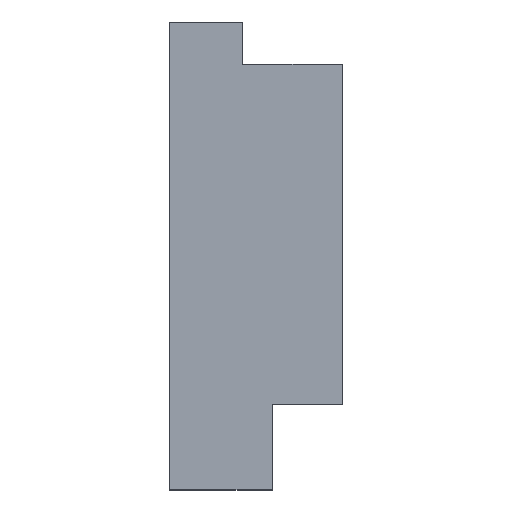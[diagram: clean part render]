
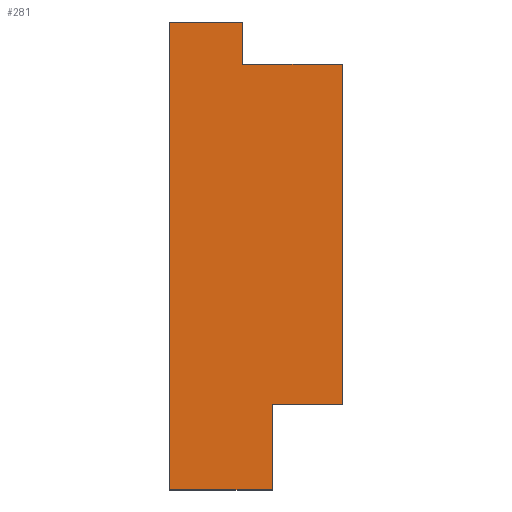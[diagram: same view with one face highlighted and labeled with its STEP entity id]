
A CAD part, top view. The second image highlights one B-rep face of the part: STEP entity #281.
In plain terms, the highlighted planar face has unit normal (0, 0, 1).
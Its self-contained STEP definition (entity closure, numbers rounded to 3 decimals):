
#66=DIRECTION('',(1.,0.,0.));
#67=VECTOR('',#66,65.8);
#68=CARTESIAN_POINT('',(0.,0.,4.));
#69=LINE('',#68,#67);
#70=DIRECTION('',(0.,-1.,0.));
#71=VECTOR('',#70,300.);
#72=CARTESIAN_POINT('',(0.,300.,4.));
#73=LINE('',#72,#71);
#74=DIRECTION('',(-1.,0.,0.));
#75=VECTOR('',#74,46.8);
#76=CARTESIAN_POINT('',(46.8,300.,4.));
#77=LINE('',#76,#75);
#78=DIRECTION('',(0.,1.,0.));
#79=VECTOR('',#78,27.);
#80=CARTESIAN_POINT('',(46.8,273.,4.));
#81=LINE('',#80,#79);
#82=DIRECTION('',(-1.,0.,0.));
#83=VECTOR('',#82,64.);
#84=CARTESIAN_POINT('',(110.8,273.,4.));
#85=LINE('',#84,#83);
#86=DIRECTION('',(0.,1.,0.));
#87=VECTOR('',#86,218.);
#88=CARTESIAN_POINT('',(110.8,55.,4.));
#89=LINE('',#88,#87);
#90=DIRECTION('',(1.,0.,0.));
#91=VECTOR('',#90,45.);
#92=CARTESIAN_POINT('',(65.8,55.,4.));
#93=LINE('',#92,#91);
#94=DIRECTION('',(0.,1.,0.));
#95=VECTOR('',#94,55.);
#96=CARTESIAN_POINT('',(65.8,0.,4.));
#97=LINE('',#96,#95);
#114=CARTESIAN_POINT('',(0.,0.,4.));
#115=CARTESIAN_POINT('',(65.8,0.,4.));
#116=VERTEX_POINT('',#114);
#117=VERTEX_POINT('',#115);
#118=CARTESIAN_POINT('',(65.8,55.,4.));
#119=VERTEX_POINT('',#118);
#120=CARTESIAN_POINT('',(110.8,55.,4.));
#121=VERTEX_POINT('',#120);
#122=CARTESIAN_POINT('',(110.8,273.,4.));
#123=VERTEX_POINT('',#122);
#124=CARTESIAN_POINT('',(46.8,273.,4.));
#125=VERTEX_POINT('',#124);
#126=CARTESIAN_POINT('',(46.8,300.,4.));
#127=VERTEX_POINT('',#126);
#128=CARTESIAN_POINT('',(0.,300.,4.));
#129=VERTEX_POINT('',#128);
#266=CARTESIAN_POINT('',(0.,0.,4.));
#267=DIRECTION('',(0.,0.,1.));
#268=DIRECTION('',(1.,0.,0.));
#269=AXIS2_PLACEMENT_3D('',#266,#267,#268);
#270=PLANE('',#269);
#271=ORIENTED_EDGE('',*,*,#162,.F.);
#272=ORIENTED_EDGE('',*,*,#177,.F.);
#273=ORIENTED_EDGE('',*,*,#191,.F.);
#274=ORIENTED_EDGE('',*,*,#205,.F.);
#275=ORIENTED_EDGE('',*,*,#219,.F.);
#276=ORIENTED_EDGE('',*,*,#233,.F.);
#277=ORIENTED_EDGE('',*,*,#247,.F.);
#278=ORIENTED_EDGE('',*,*,#260,.F.);
#279=EDGE_LOOP('',(#271,#272,#273,#274,#275,#276,#277,#278));
#280=FACE_OUTER_BOUND('',#279,.F.);
#281=ADVANCED_FACE('',(#280),#270,.T.);
#162=EDGE_CURVE('',#116,#117,#69,.T.);
#177=EDGE_CURVE('',#129,#116,#73,.T.);
#191=EDGE_CURVE('',#127,#129,#77,.T.);
#205=EDGE_CURVE('',#125,#127,#81,.T.);
#219=EDGE_CURVE('',#123,#125,#85,.T.);
#233=EDGE_CURVE('',#121,#123,#89,.T.);
#247=EDGE_CURVE('',#119,#121,#93,.T.);
#260=EDGE_CURVE('',#117,#119,#97,.T.);
